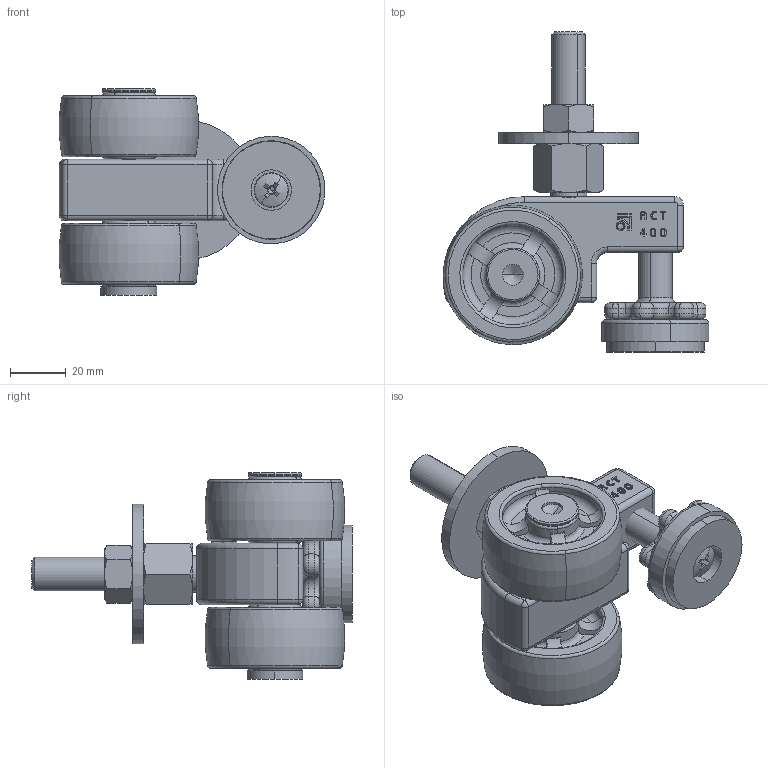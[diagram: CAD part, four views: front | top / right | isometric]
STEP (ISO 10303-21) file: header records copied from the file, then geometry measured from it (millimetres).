
FILE_DESCRIPTION (( 'STEP AP203' ), '1' );
FILE_NAME ('ACT-400S.STEP', '2015-09-09T03:12:01', ( 'WON SINCHUL' ), ( 'Hewlett-Packard Company' ), 'SwSTEP 2.0', 'SolidWorks 2015', '' );
FILE_SCHEMA (( 'CONFIG_CONTROL_DESIGN' ));
Length unit declared in the file: millimetre
Products named in the file (1): ACT-400S
Bounding box: 95.21 x 114.6 x 74 mm (x, y, z)
Volume: 161957.9 mm3; surface area: 57310.1 mm2
Topology: 12 solids, 12 shells, 588 faces, 1442 edges, 895 vertices
Faces by surface type: plane 228, cylinder 138, torus 134, cone 48, bspline 30, sphere 10
Entity records: 20443 total; most frequent: CARTESIAN_POINT 6748, ORIENTED_EDGE 2856, DIRECTION 2850, EDGE_CURVE 1428, AXIS2_PLACEMENT_3D 1141, VERTEX_POINT 895, EDGE_LOOP 641, FACE_OUTER_BOUND 588
